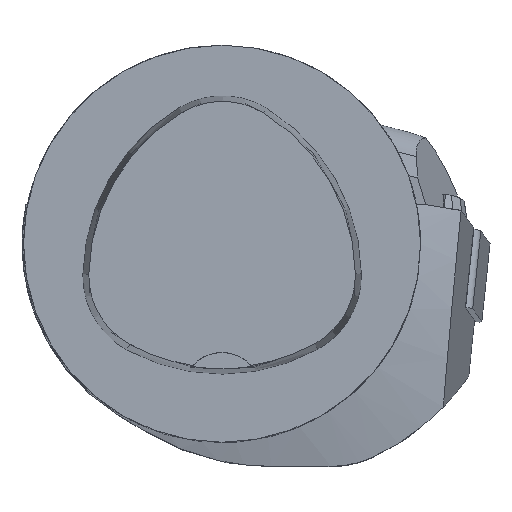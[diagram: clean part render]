
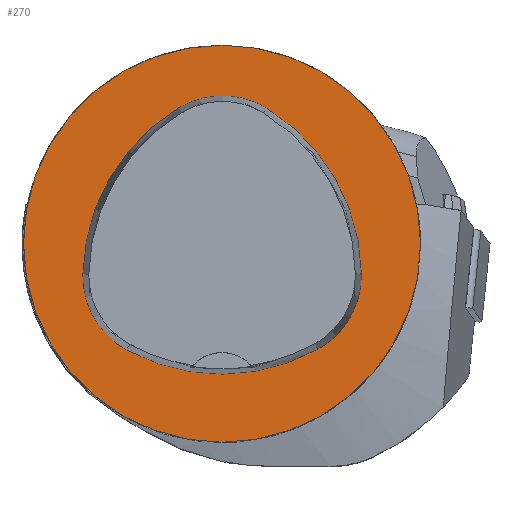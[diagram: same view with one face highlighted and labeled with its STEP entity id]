
A CAD part, top view. The second image highlights one B-rep face of the part: STEP entity #270.
In plain terms, the highlighted planar face has unit normal (0, 0, 1).
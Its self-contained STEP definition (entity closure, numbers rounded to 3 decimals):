
#270=ADVANCED_FACE('',(#683,#684),#354,.T.);
#354=PLANE('',#1930);
#683=FACE_BOUND('',#746,.T.);
#684=FACE_BOUND('',#747,.T.);
#746=EDGE_LOOP('',(#1002,#1003,#1004,#1005,#1006,#1007));
#747=EDGE_LOOP('',(#1008));
#1002=ORIENTED_EDGE('',*,*,#1591,.F.);
#1003=ORIENTED_EDGE('',*,*,#1586,.F.);
#1004=ORIENTED_EDGE('',*,*,#1581,.F.);
#1005=ORIENTED_EDGE('',*,*,#1578,.F.);
#1006=ORIENTED_EDGE('',*,*,#1575,.F.);
#1007=ORIENTED_EDGE('',*,*,#1571,.F.);
#1008=ORIENTED_EDGE('',*,*,#1553,.T.);
#1371=VERTEX_POINT('',#2827);
#1388=VERTEX_POINT('',#2863);
#1389=VERTEX_POINT('',#2864);
#1392=VERTEX_POINT('',#2872);
#1394=VERTEX_POINT('',#2878);
#1396=VERTEX_POINT('',#2884);
#1400=VERTEX_POINT('',#2897);
#1553=EDGE_CURVE('',#1371,#1371,#1731,.T.);
#1571=EDGE_CURVE('',#1388,#1389,#1732,.T.);
#1575=EDGE_CURVE('',#1389,#1392,#1734,.T.);
#1578=EDGE_CURVE('',#1392,#1394,#1736,.T.);
#1581=EDGE_CURVE('',#1394,#1396,#1738,.T.);
#1586=EDGE_CURVE('',#1396,#1400,#1741,.T.);
#1591=EDGE_CURVE('',#1400,#1388,#1744,.T.);
#1731=CIRCLE('',#1897,20.);
#1732=CIRCLE('',#1908,20.);
#1734=CIRCLE('',#1911,8.5);
#1736=CIRCLE('',#1914,20.);
#1738=CIRCLE('',#1917,8.5);
#1741=CIRCLE('',#1921,20.);
#1744=CIRCLE('',#1925,8.5);
#1897=AXIS2_PLACEMENT_3D('',#2826,#2168,#2169);
#1908=AXIS2_PLACEMENT_3D('',#2862,#2198,#2199);
#1911=AXIS2_PLACEMENT_3D('',#2871,#2206,#2207);
#1914=AXIS2_PLACEMENT_3D('',#2877,#2213,#2214);
#1917=AXIS2_PLACEMENT_3D('',#2883,#2220,#2221);
#1921=AXIS2_PLACEMENT_3D('',#2896,#2229,#2230);
#1925=AXIS2_PLACEMENT_3D('',#2909,#2238,#2239);
#1930=AXIS2_PLACEMENT_3D('',#2914,#2248,#2249);
#2168=DIRECTION('',(0.,0.,1.));
#2169=DIRECTION('',(1.,0.,0.));
#2198=DIRECTION('',(0.,0.,1.));
#2199=DIRECTION('',(1.,0.,0.));
#2206=DIRECTION('',(0.,0.,1.));
#2207=DIRECTION('',(1.,0.,0.));
#2213=DIRECTION('',(0.,0.,1.));
#2214=DIRECTION('',(1.,0.,0.));
#2220=DIRECTION('',(0.,0.,1.));
#2221=DIRECTION('',(1.,0.,0.));
#2229=DIRECTION('',(0.,0.,1.));
#2230=DIRECTION('',(1.,0.,0.));
#2238=DIRECTION('',(0.,0.,1.));
#2239=DIRECTION('',(1.,0.,0.));
#2248=DIRECTION('',(0.,0.,1.));
#2249=DIRECTION('',(-1.,0.,0.));
#2826=CARTESIAN_POINT('',(0.,0.,0.));
#2827=CARTESIAN_POINT('',(20.,0.,0.));
#2862=CARTESIAN_POINT('',(-5.955,-3.414,0.));
#2863=CARTESIAN_POINT('',(14.041,-3.042,0.));
#2864=CARTESIAN_POINT('',(4.472,13.653,0.));
#2871=CARTESIAN_POINT('',(0.04,6.4,0.));
#2872=CARTESIAN_POINT('',(-4.347,13.68,0.));
#2877=CARTESIAN_POINT('',(5.976,-3.45,0.));
#2878=CARTESIAN_POINT('',(-14.021,-3.075,0.));
#2883=CARTESIAN_POINT('',(-5.522,-3.235,0.));
#2884=CARTESIAN_POINT('',(-9.588,-10.699,0.));
#2896=CARTESIAN_POINT('',(-0.022,6.864,0.));
#2897=CARTESIAN_POINT('',(9.655,-10.639,0.));
#2909=CARTESIAN_POINT('',(5.543,-3.2,0.));
#2914=CARTESIAN_POINT('',(0.,0.,0.));
